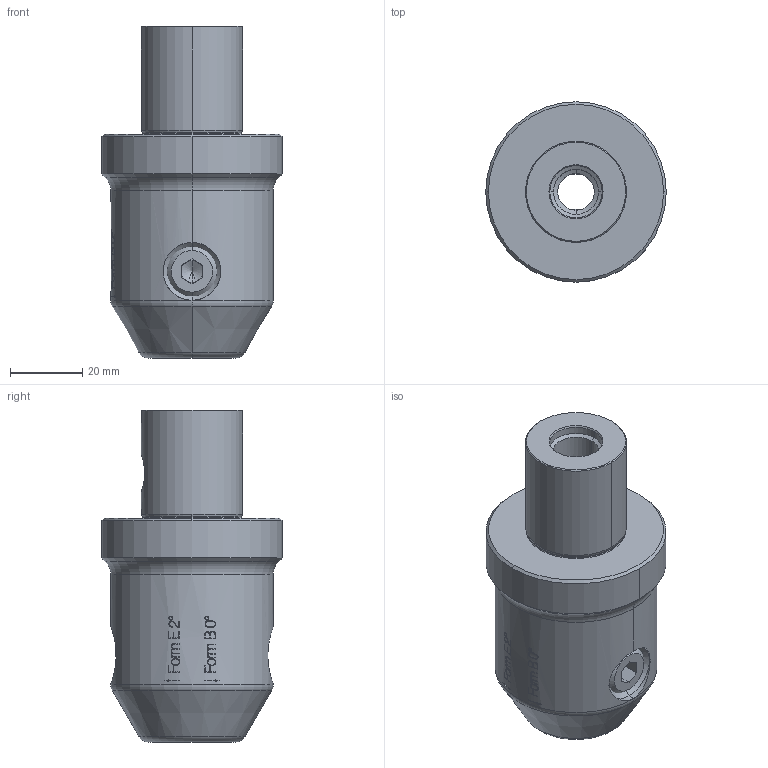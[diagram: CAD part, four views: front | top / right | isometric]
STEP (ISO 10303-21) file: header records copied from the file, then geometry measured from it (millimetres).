
FILE_DESCRIPTION(('no description'),'unknown implementation level');
FILE_NAME('08A5F3E7-AB22-4266-A850-43B835DED03D_export.stp',' ',('CIMSOURCE GmbH'),('CADClick - KiM GmbH - www.kimweb.de'),'unknown preprocess','ACIS','unknown authorization');
FILE_SCHEMA(('automotive_design'));
Length unit declared in the file: millimetre
Products named in the file (3): 335.239 Kaiser CKS5 X D16 B+E|690.481 Kaiser ETL M14 X 16_Standard;NONE; 335.239 Kaiser CKS5 X D16 B+E|335.239 Kaiser CKS5 X D16 B+E_Standard;NONE
Bounding box: 50 x 50 x 92 mm (x, y, z)
Volume: 98680.8 mm3; surface area: 20814.3 mm2
Topology: 3 solids, 3 shells, 330 faces, 842 edges, 534 vertices
Faces by surface type: plane 130, bspline 91, cylinder 55, cone 42, torus 12
Entity records: 23827 total; most frequent: CARTESIAN_POINT 6811, STYLED_ITEM 1701, PRESENTATION_STYLE_ASSIGNMENT 1701, COLOUR_RGB 1701, ORIENTED_EDGE 1668, DIRECTION 1342, EDGE_CURVE 834, CURVE_STYLE 834
